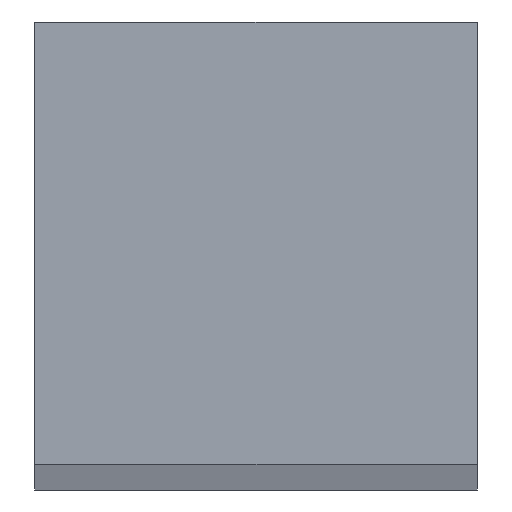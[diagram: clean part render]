
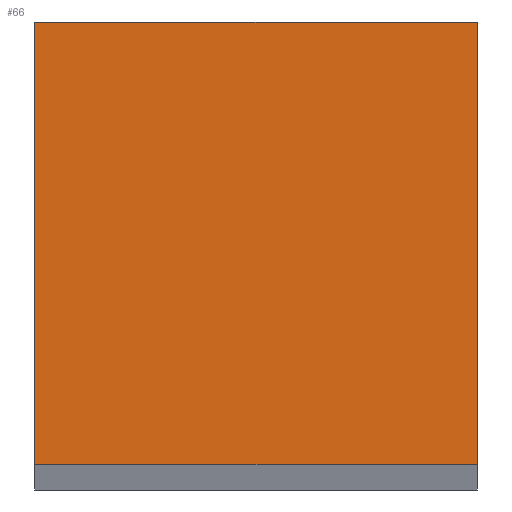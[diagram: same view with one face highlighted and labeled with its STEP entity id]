
A CAD part, top view. The second image highlights one B-rep face of the part: STEP entity #66.
In plain terms, the highlighted planar face has unit normal (0, 0, 1).
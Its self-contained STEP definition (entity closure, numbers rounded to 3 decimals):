
#9 = AXIS2_PLACEMENT_3D ( 'NONE', #166, #160, #163 ) ;
#17 = VECTOR ( 'NONE', #157, 1000. ) ;
#27 = VECTOR ( 'NONE', #162, 1000. ) ;
#38 = FACE_OUTER_BOUND ( 'NONE', #126, .T. ) ;
#40 = VECTOR ( 'NONE', #216, 1000. ) ;
#47 = VECTOR ( 'NONE', #165, 1000. ) ;
#57 = EDGE_CURVE ( 'NONE', #97, #99, #155, .T. ) ;
#59 = EDGE_CURVE ( 'NONE', #99, #95, #159, .T. ) ;
#66 = ADVANCED_FACE ( 'NONE', ( #38 ), #158, .T. ) ;
#67 = EDGE_CURVE ( 'NONE', #95, #94, #164, .T. ) ;
#76 = EDGE_CURVE ( 'NONE', #94, #97, #189, .T. ) ;
#94 = VERTEX_POINT ( 'NONE', #230 ) ;
#95 = VERTEX_POINT ( 'NONE', #184 ) ;
#97 = VERTEX_POINT ( 'NONE', #193 ) ;
#99 = VERTEX_POINT ( 'NONE', #190 ) ;
#113 = ORIENTED_EDGE ( 'NONE', *, *, #67, .T. ) ;
#114 = ORIENTED_EDGE ( 'NONE', *, *, #59, .T. ) ;
#115 = ORIENTED_EDGE ( 'NONE', *, *, #57, .T. ) ;
#117 = ORIENTED_EDGE ( 'NONE', *, *, #76, .T. ) ;
#126 = EDGE_LOOP ( 'NONE', ( #115, #114, #113, #117 ) ) ;
#155 = LINE ( 'NONE', #156, #17 ) ;
#156 = CARTESIAN_POINT ( 'NONE',  ( -15., 15., 500. ) ) ;
#157 = DIRECTION ( 'NONE',  ( 0., -1., 0. ) ) ;
#158 = PLANE ( 'NONE',  #9 ) ;
#159 = LINE ( 'NONE', #167, #47 ) ;
#160 = DIRECTION ( 'NONE',  ( 0., 0., 1. ) ) ;
#161 = CARTESIAN_POINT ( 'NONE',  ( 15., 15., 500. ) ) ;
#162 = DIRECTION ( 'NONE',  ( 0., 1., 0. ) ) ;
#163 = DIRECTION ( 'NONE',  ( 1., 0., 0. ) ) ;
#164 = LINE ( 'NONE', #161, #27 ) ;
#165 = DIRECTION ( 'NONE',  ( 1., 0., 0. ) ) ;
#166 = CARTESIAN_POINT ( 'NONE',  ( 0., 0., 500. ) ) ;
#167 = CARTESIAN_POINT ( 'NONE',  ( -15., -15., 500. ) ) ;
#184 = CARTESIAN_POINT ( 'NONE',  ( 15., -15., 500. ) ) ;
#189 = LINE ( 'NONE', #198, #40 ) ;
#190 = CARTESIAN_POINT ( 'NONE',  ( -15., -15., 500. ) ) ;
#193 = CARTESIAN_POINT ( 'NONE',  ( -15., 15., 500. ) ) ;
#198 = CARTESIAN_POINT ( 'NONE',  ( -15., 15., 500. ) ) ;
#216 = DIRECTION ( 'NONE',  ( -1., 0., 0. ) ) ;
#230 = CARTESIAN_POINT ( 'NONE',  ( 15., 15., 500. ) ) ;
